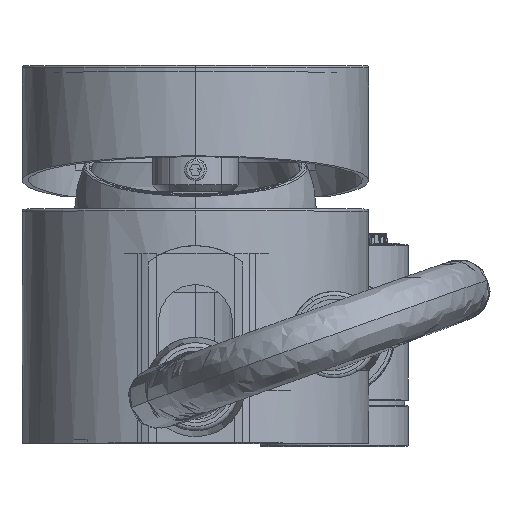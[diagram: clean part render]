
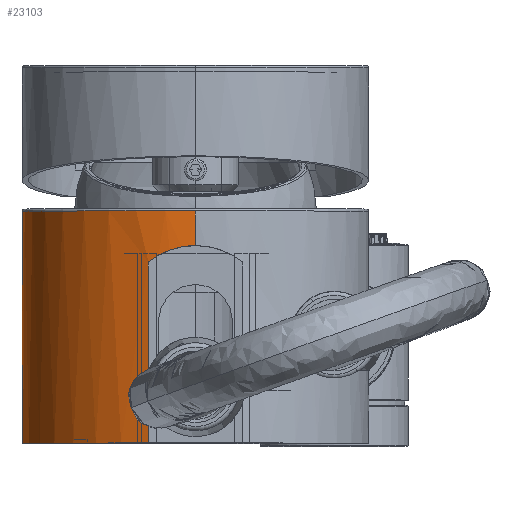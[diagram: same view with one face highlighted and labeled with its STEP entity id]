
A CAD part, top view. The second image highlights one B-rep face of the part: STEP entity #23103.
In plain terms, the highlighted cylindrical face has radius 40 mm (diameter 80 mm), a partial arc.
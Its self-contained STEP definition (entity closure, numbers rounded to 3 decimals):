
#1689 = ORIENTED_EDGE ( 'NONE', *, *, #31094, .T. ) ;
#2185 = VECTOR ( 'NONE', #8846, 1000. ) ;
#2916 = ORIENTED_EDGE ( 'NONE', *, *, #14721, .T. ) ;
#5024 = LINE ( 'NONE', #19713, #44365 ) ;
#5098 = EDGE_CURVE ( 'NONE', #30095, #6057, #37437, .T. ) ;
#5106 = EDGE_CURVE ( 'NONE', #26194, #24023, #30837, .T. ) ;
#5648 = CARTESIAN_POINT ( 'NONE',  ( 0., 0., 0. ) ) ;
#6057 = VERTEX_POINT ( 'NONE', #29269 ) ;
#6337 = VERTEX_POINT ( 'NONE', #31096 ) ;
#6492 = ORIENTED_EDGE ( 'NONE', *, *, #48931, .T. ) ;
#8220 = ORIENTED_EDGE ( 'NONE', *, *, #9481, .T. ) ;
#8846 = DIRECTION ( 'NONE',  ( 0., 1., 0. ) ) ;
#8867 = CARTESIAN_POINT ( 'NONE',  ( 0., 53.5, 40. ) ) ;
#9481 = EDGE_CURVE ( 'NONE', #24023, #6337, #31323, .T. ) ;
#10009 = CARTESIAN_POINT ( 'NONE',  ( -6.697, 44.175, 39.438 ) ) ;
#11952 = CARTESIAN_POINT ( 'NONE',  ( 0., 0., 0. ) ) ;
#14721 = EDGE_CURVE ( 'NONE', #38046, #26194, #20604, .T. ) ;
#14902 = CARTESIAN_POINT ( 'NONE',  ( 0., 53.5, 0. ) ) ;
#15270 = VECTOR ( 'NONE', #31408, 1000. ) ;
#16534 = CARTESIAN_POINT ( 'NONE',  ( -40., 53.5, 0. ) ) ;
#17358 = CARTESIAN_POINT ( 'NONE',  ( -6.242, 44.357, 39.513 ) ) ;
#17534 = CARTESIAN_POINT ( 'NONE',  ( 0., 45.5, 40. ) ) ;
#19713 = CARTESIAN_POINT ( 'NONE',  ( 0., 0., 40. ) ) ;
#19774 = CARTESIAN_POINT ( 'NONE',  ( 0., 0., -40. ) ) ;
#20604 = CIRCLE ( 'NONE', #22799, 40. ) ;
#20672 = DIRECTION ( 'NONE',  ( 0., -1., 0. ) ) ;
#21126 = VERTEX_POINT ( 'NONE', #8867 ) ;
#22694 = DIRECTION ( 'NONE',  ( 0., -1., 0. ) ) ;
#22799 = AXIS2_PLACEMENT_3D ( 'NONE', #11952, #27089, #30586 ) ;
#22826 = FACE_OUTER_BOUND ( 'NONE', #34064, .T. ) ;
#23103 = ADVANCED_FACE ( 'NONE', ( #22826 ), #34127, .T. ) ;
#23201 = DIRECTION ( 'NONE',  ( 0., -1., 0. ) ) ;
#23970 = CARTESIAN_POINT ( 'NONE',  ( -10.851, 0., 38.5 ) ) ;
#24023 = VERTEX_POINT ( 'NONE', #36179 ) ;
#25475 = CARTESIAN_POINT ( 'NONE',  ( -9.286, 42.865, 38.917 ) ) ;
#25707 = CARTESIAN_POINT ( 'NONE',  ( -10.851, 0., 38.5 ) ) ;
#26194 = VERTEX_POINT ( 'NONE', #25707 ) ;
#27089 = DIRECTION ( 'NONE',  ( 0., 1., 0. ) ) ;
#27785 = DIRECTION ( 'NONE',  ( 0., 0., -1. ) ) ;
#28116 = CARTESIAN_POINT ( 'NONE',  ( 0., 53.5, 0. ) ) ;
#29121 = CARTESIAN_POINT ( 'NONE',  ( -1.975, 45.416, 39.963 ) ) ;
#29269 = CARTESIAN_POINT ( 'NONE',  ( 0., 53.5, -40. ) ) ;
#30095 = VERTEX_POINT ( 'NONE', #16534 ) ;
#30586 = DIRECTION ( 'NONE',  ( 0., 0., -1. ) ) ;
#30677 = DIRECTION ( 'NONE',  ( 0., 0., -1. ) ) ;
#30837 = LINE ( 'NONE', #23970, #2185 ) ;
#31094 = EDGE_CURVE ( 'NONE', #21126, #30095, #46246, .T. ) ;
#31096 = CARTESIAN_POINT ( 'NONE',  ( 0., 45.5, 40. ) ) ;
#31323 = B_SPLINE_CURVE_WITH_KNOTS ( 'NONE', 3,
 ( #39657, #39818, #25475, #40315, #47641, #10009, #17358, #44464, #36516, #29121, #32614, #17534 ),
 .UNSPECIFIED., .F., .F.,
 ( 4, 2, 2, 2, 2, 4 ),
 ( 0., 0.003, 0.004, 0.006, 0.009, 0.012 ),
 .UNSPECIFIED. ) ;
#31408 = DIRECTION ( 'NONE',  ( 0., -1., 0. ) ) ;
#32614 = CARTESIAN_POINT ( 'NONE',  ( -0.996, 45.5, 40. ) ) ;
#32629 = AXIS2_PLACEMENT_3D ( 'NONE', #5648, #20672, #47453 ) ;
#32947 = CARTESIAN_POINT ( 'NONE',  ( 0., 0., -40. ) ) ;
#34064 = EDGE_LOOP ( 'NONE', ( #36898, #1689, #38726, #6492, #2916, #45868, #8220 ) ) ;
#34127 = CYLINDRICAL_SURFACE ( 'NONE', #32629, 40. ) ;
#35530 = LINE ( 'NONE', #19774, #15270 ) ;
#36179 = CARTESIAN_POINT ( 'NONE',  ( -10.851, 41.73, 38.5 ) ) ;
#36516 = CARTESIAN_POINT ( 'NONE',  ( -3.9, 45.088, 39.821 ) ) ;
#36898 = ORIENTED_EDGE ( 'NONE', *, *, #40301, .F. ) ;
#37437 = CIRCLE ( 'NONE', #37466, 40. ) ;
#37466 = AXIS2_PLACEMENT_3D ( 'NONE', #28116, #46785, #27785 ) ;
#38046 = VERTEX_POINT ( 'NONE', #32947 ) ;
#38726 = ORIENTED_EDGE ( 'NONE', *, *, #5098, .T. ) ;
#39657 = CARTESIAN_POINT ( 'NONE',  ( -10.851, 41.73, 38.5 ) ) ;
#39818 = CARTESIAN_POINT ( 'NONE',  ( -10.089, 42.332, 38.715 ) ) ;
#40301 = EDGE_CURVE ( 'NONE', #21126, #6337, #5024, .T. ) ;
#40315 = CARTESIAN_POINT ( 'NONE',  ( -8.018, 43.563, 39.191 ) ) ;
#43638 = AXIS2_PLACEMENT_3D ( 'NONE', #14902, #22694, #30677 ) ;
#44365 = VECTOR ( 'NONE', #23201, 1000. ) ;
#44464 = CARTESIAN_POINT ( 'NONE',  ( -4.847, 44.844, 39.716 ) ) ;
#45868 = ORIENTED_EDGE ( 'NONE', *, *, #5106, .T. ) ;
#46246 = CIRCLE ( 'NONE', #43638, 40. ) ;
#46785 = DIRECTION ( 'NONE',  ( 0., -1., 0. ) ) ;
#47453 = DIRECTION ( 'NONE',  ( 0., 0., -1. ) ) ;
#47641 = CARTESIAN_POINT ( 'NONE',  ( -7.585, 43.778, 39.277 ) ) ;
#48931 = EDGE_CURVE ( 'NONE', #6057, #38046, #35530, .T. ) ;
